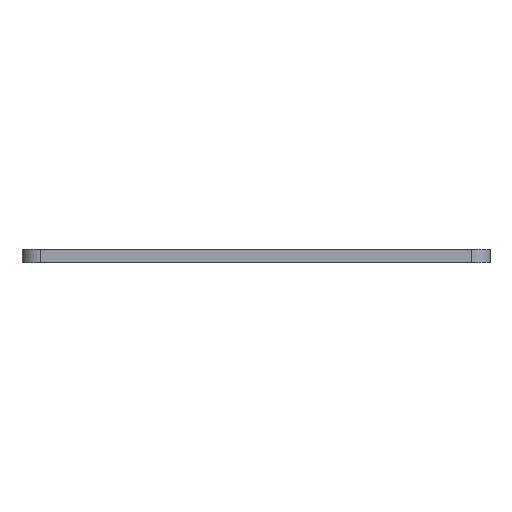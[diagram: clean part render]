
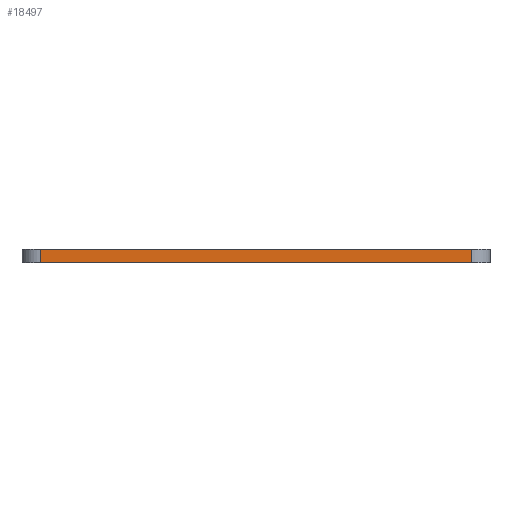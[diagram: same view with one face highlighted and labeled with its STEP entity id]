
A CAD part, front view. The second image highlights one B-rep face of the part: STEP entity #18497.
In plain terms, the highlighted planar face has unit normal (0, -1, 0).
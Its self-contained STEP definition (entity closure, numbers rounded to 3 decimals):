
#279=PLANE('',#19429);
#1181=FACE_OUTER_BOUND('',#2193,.T.);
#2193=EDGE_LOOP('',(#14141,#14142,#14143,#14144));
#3160=LINE('',#24827,#5844);
#4053=LINE('',#26626,#6737);
#4054=LINE('',#26630,#6738);
#4178=LINE('',#26886,#6862);
#5844=VECTOR('',#20302,10.);
#6737=VECTOR('',#21215,10.);
#6738=VECTOR('',#21220,10.);
#6862=VECTOR('',#21444,10.);
#8546=VERTEX_POINT('',#24824);
#8547=VERTEX_POINT('',#24826);
#9443=VERTEX_POINT('',#26624);
#9444=VERTEX_POINT('',#26628);
#10348=EDGE_CURVE('',#8546,#8547,#3160,.T.);
#11248=EDGE_CURVE('',#9443,#8546,#4053,.T.);
#11250=EDGE_CURVE('',#8547,#9444,#4054,.T.);
#11378=EDGE_CURVE('',#9444,#9443,#4178,.T.);
#14141=ORIENTED_EDGE('',*,*,#11248,.F.);
#14142=ORIENTED_EDGE('',*,*,#11378,.F.);
#14143=ORIENTED_EDGE('',*,*,#11250,.F.);
#14144=ORIENTED_EDGE('',*,*,#10348,.F.);
#18497=ADVANCED_FACE('',(#1181),#279,.T.);
#19429=AXIS2_PLACEMENT_3D('',#26885,#21442,#21443);
#20302=DIRECTION('',(-1.,0.,0.));
#21215=DIRECTION('',(0.,0.,-1.));
#21220=DIRECTION('',(0.,0.,1.));
#21442=DIRECTION('center_axis',(0.,-1.,0.));
#21443=DIRECTION('ref_axis',(1.,0.,0.));
#21444=DIRECTION('',(1.,0.,0.));
#24824=CARTESIAN_POINT('',(32.183,-55.801,0.));
#24826=CARTESIAN_POINT('',(-14.817,-55.801,0.));
#24827=CARTESIAN_POINT('',(34.183,-55.801,0.));
#26624=CARTESIAN_POINT('',(32.183,-55.801,1.5));
#26626=CARTESIAN_POINT('',(32.183,-55.801,0.));
#26628=CARTESIAN_POINT('',(-14.817,-55.801,1.5));
#26630=CARTESIAN_POINT('',(-14.817,-55.801,0.));
#26885=CARTESIAN_POINT('Origin',(-16.817,-55.801,0.));
#26886=CARTESIAN_POINT('',(34.183,-55.801,1.5));
